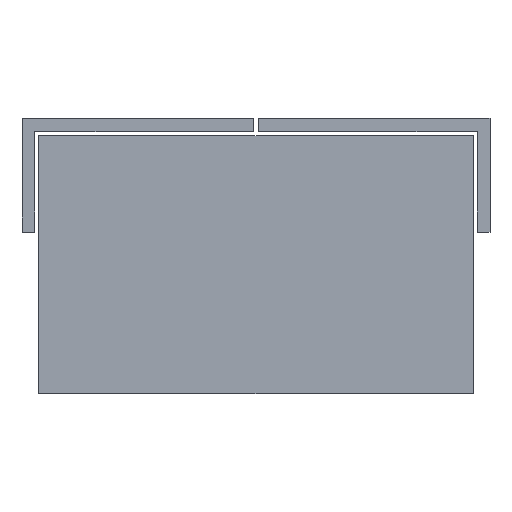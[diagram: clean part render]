
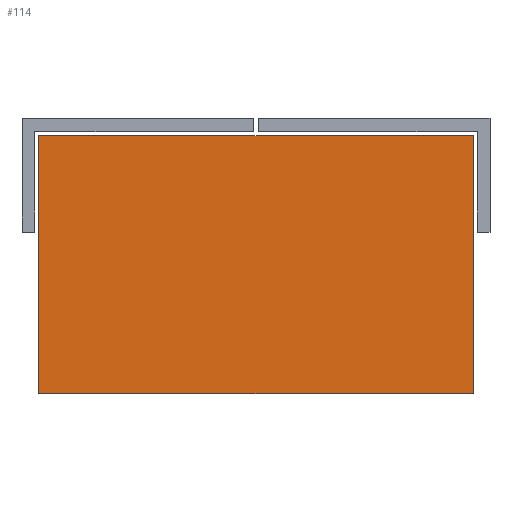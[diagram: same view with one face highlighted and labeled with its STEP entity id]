
A CAD part, top view. The second image highlights one B-rep face of the part: STEP entity #114.
In plain terms, the highlighted planar face has unit normal (0, 0, 1).
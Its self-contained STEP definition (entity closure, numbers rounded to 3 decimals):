
#114=ADVANCED_FACE('',(#178),#791,.T.);
#178=FACE_OUTER_BOUND('',#242,.T.);
#242=EDGE_LOOP('',(#403,#404,#405,#406));
#403=ORIENTED_EDGE('',*,*,#593,.T.);
#404=ORIENTED_EDGE('',*,*,#597,.T.);
#405=ORIENTED_EDGE('',*,*,#600,.T.);
#406=ORIENTED_EDGE('',*,*,#602,.T.);
#593=EDGE_CURVE('',#710,#709,#926,.T.);
#597=EDGE_CURVE('',#709,#712,#930,.T.);
#600=EDGE_CURVE('',#712,#714,#933,.T.);
#602=EDGE_CURVE('',#714,#710,#935,.T.);
#709=VERTEX_POINT('',#1360);
#710=VERTEX_POINT('',#1361);
#712=VERTEX_POINT('',#1363);
#714=VERTEX_POINT('',#1365);
#791=PLANE('',#1044);
#926=B_SPLINE_CURVE_WITH_KNOTS('',1,(#1378,#1379),.UNSPECIFIED.,.F.,.F.,
(2,2),(0.,1731.),.UNSPECIFIED.);
#930=B_SPLINE_CURVE_WITH_KNOTS('',1,(#1386,#1387),.UNSPECIFIED.,.F.,.F.,
(2,2),(1731.,2758.),.UNSPECIFIED.);
#933=B_SPLINE_CURVE_WITH_KNOTS('',1,(#1392,#1393),.UNSPECIFIED.,.F.,.F.,
(2,2),(2758.,4489.),.UNSPECIFIED.);
#935=B_SPLINE_CURVE_WITH_KNOTS('',1,(#1396,#1397),.UNSPECIFIED.,.F.,.F.,
(2,2),(4489.,5516.),.UNSPECIFIED.);
#1044=AXIS2_PLACEMENT_3D('',#1355,#1107,$);
#1107=DIRECTION('',(0.,0.,1.));
#1355=CARTESIAN_POINT('',(268706.58,11306.201,460.195));
#1360=CARTESIAN_POINT('',(270437.58,11306.201,460.195));
#1361=CARTESIAN_POINT('',(268706.58,11306.201,460.195));
#1363=CARTESIAN_POINT('',(270437.58,12333.201,460.195));
#1365=CARTESIAN_POINT('',(268706.58,12333.201,460.195));
#1378=CARTESIAN_POINT('',(268706.58,11306.201,460.195));
#1379=CARTESIAN_POINT('',(270437.58,11306.201,460.195));
#1386=CARTESIAN_POINT('',(270437.58,11306.201,460.195));
#1387=CARTESIAN_POINT('',(270437.58,12333.201,460.195));
#1392=CARTESIAN_POINT('',(270437.58,12333.201,460.195));
#1393=CARTESIAN_POINT('',(268706.58,12333.201,460.195));
#1396=CARTESIAN_POINT('',(268706.58,12333.201,460.195));
#1397=CARTESIAN_POINT('',(268706.58,11306.201,460.195));
